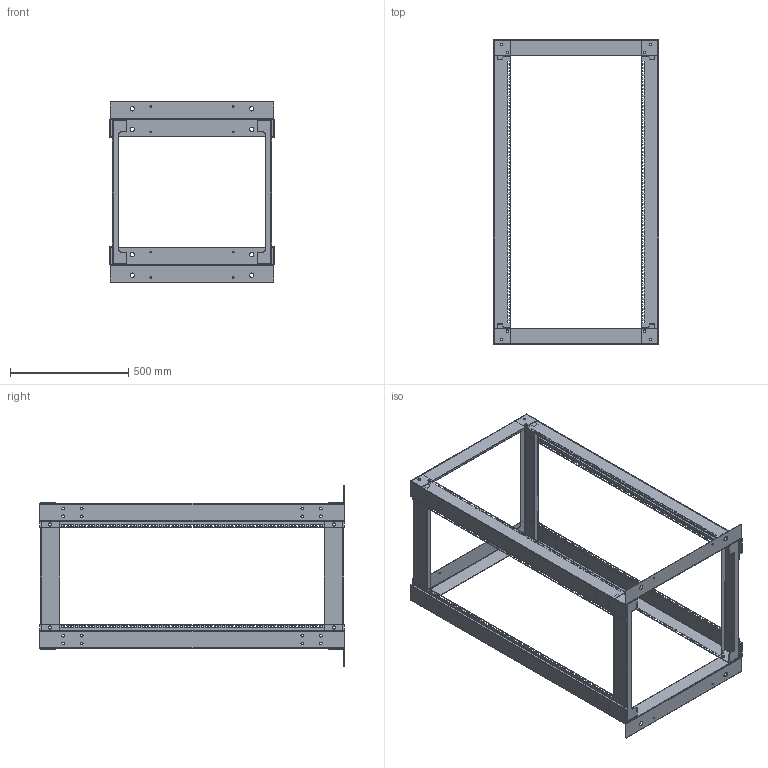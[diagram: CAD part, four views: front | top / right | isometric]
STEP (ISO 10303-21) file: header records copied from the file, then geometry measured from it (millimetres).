
FILE_DESCRIPTION (( 'STEP AP214' ), '1' );
FILE_NAME ('LC23IN4P25U-S_3D.step', '2024-03-11T20:09:34', ( '' ), ( '' ), 'SwSTEP 2.0', 'SolidWorks 2022', '' );
FILE_SCHEMA (( 'AUTOMOTIVE_DESIGN' ));
Length unit declared in the file: inch
Products named in the file (5): 10.10.030304.0013_23Ó¢´ç_1; 10.10.030301.0016_25U_1; 10.10.030304.0014_23Ó¢´ç_1; 10.20.030304.0015_1; LC23IN4P25U-S_3D
Assembly tree (13 placements, depth 3):
  LC23IN4P25U-S_3D
    10.10.030301.0016_25U_1  x4
    10.20.030304.0015_1  x4
      10.10.030304.0013_23Ó¢´ç_1
    10.10.030304.0014_23Ó¢´ç_1  x4
Bounding box: 699.5 x 1289.05 x 765 mm (x, y, z)
Volume: 4008445.8 mm3; surface area: 3339878.6 mm2
Topology: 12 solids, 12 shells, 3600 faces, 10616 edges, 7040 vertices
Faces by surface type: plane 2848, cylinder 752
Entity records: 30684 total; most frequent: CARTESIAN_POINT 5331, ORIENTED_EDGE 5308, DIRECTION 4864, EDGE_CURVE 2654, LINE 2278, VECTOR 2278, VERTEX_POINT 1760, AXIS2_PLACEMENT_3D 1293
